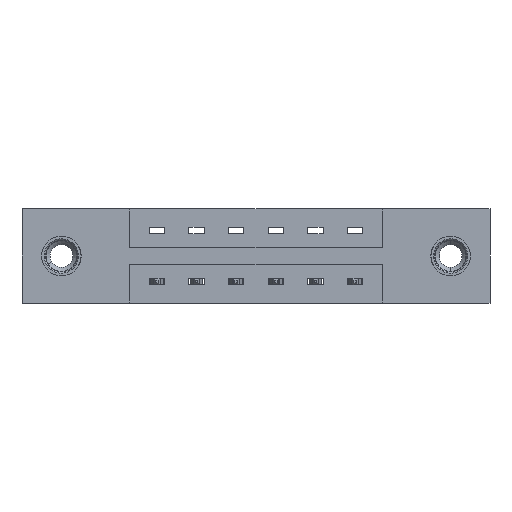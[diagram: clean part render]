
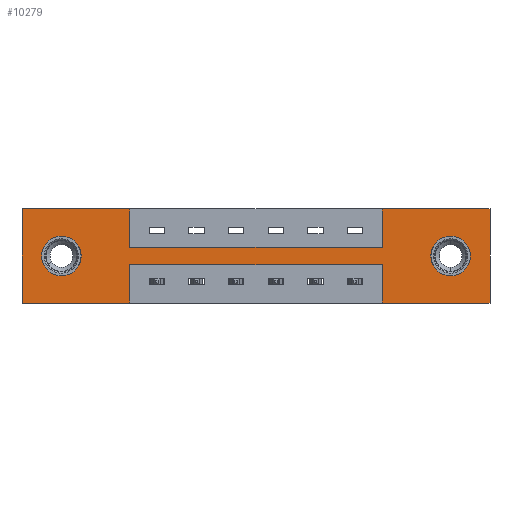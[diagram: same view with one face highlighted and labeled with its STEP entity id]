
A CAD part, front view. The second image highlights one B-rep face of the part: STEP entity #10279.
In plain terms, the highlighted planar face has unit normal (0, -1, 0).
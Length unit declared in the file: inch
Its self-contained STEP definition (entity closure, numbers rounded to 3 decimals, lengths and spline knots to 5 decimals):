
#265 = PLANE ( 'NONE',  #3542 ) ;
#419 = LINE ( 'NONE', #6318, #6655 ) ;
#442 = ORIENTED_EDGE ( 'NONE', *, *, #4002, .F. ) ;
#531 = CARTESIAN_POINT ( 'NONE',  ( 1.417, 0., 0. ) ) ;
#700 = DIRECTION ( 'NONE',  ( 0., 1., 0. ) ) ;
#806 = FACE_BOUND ( 'NONE', #1561, .T. ) ;
#1024 = EDGE_CURVE ( 'NONE', #3074, #9626, #10054, .T. ) ;
#1032 = EDGE_CURVE ( 'NONE', #5590, #2890, #7782, .T. ) ;
#1053 = DIRECTION ( 'NONE',  ( -1., 0., 0. ) ) ;
#1061 = CARTESIAN_POINT ( 'NONE',  ( 0., 0., -0.37 ) ) ;
#1108 = CARTESIAN_POINT ( 'NONE',  ( 0.425, 0., -0.37 ) ) ;
#1119 = EDGE_CURVE ( 'NONE', #2279, #7440, #7033, .T. ) ;
#1268 = VECTOR ( 'NONE', #8705, 39.37008 ) ;
#1295 = VERTEX_POINT ( 'NONE', #9853 ) ;
#1348 = DIRECTION ( 'NONE',  ( 0., 0., 1. ) ) ;
#1352 = ORIENTED_EDGE ( 'NONE', *, *, #5547, .F. ) ;
#1534 = LINE ( 'NONE', #3133, #1268 ) ;
#1561 = EDGE_LOOP ( 'NONE', ( #7413, #3211 ) ) ;
#1620 = LINE ( 'NONE', #10156, #4079 ) ;
#1657 = CARTESIAN_POINT ( 'NONE',  ( 0.425, 0., -0.22 ) ) ;
#1687 = CARTESIAN_POINT ( 'NONE',  ( 0.155, 0., -0.185 ) ) ;
#1725 = VERTEX_POINT ( 'NONE', #3377 ) ;
#1802 = ORIENTED_EDGE ( 'NONE', *, *, #2528, .F. ) ;
#1914 = CARTESIAN_POINT ( 'NONE',  ( 1.842, 0., 0. ) ) ;
#1955 = VERTEX_POINT ( 'NONE', #4290 ) ;
#1959 = LINE ( 'NONE', #1914, #4168 ) ;
#2131 = DIRECTION ( 'NONE',  ( 0., 0., 1. ) ) ;
#2192 = EDGE_CURVE ( 'NONE', #2353, #3074, #4051, .T. ) ;
#2279 = VERTEX_POINT ( 'NONE', #2654 ) ;
#2353 = VERTEX_POINT ( 'NONE', #9069 ) ;
#2528 = EDGE_CURVE ( 'NONE', #9626, #1725, #3166, .T. ) ;
#2619 = CARTESIAN_POINT ( 'NONE',  ( 1.417, 0., -0.15 ) ) ;
#2624 = ORIENTED_EDGE ( 'NONE', *, *, #5598, .F. ) ;
#2654 = CARTESIAN_POINT ( 'NONE',  ( 0.155, 0., -0.263 ) ) ;
#2718 = CIRCLE ( 'NONE', #9244, 0.078 ) ;
#2761 = ORIENTED_EDGE ( 'NONE', *, *, #1119, .T. ) ;
#2809 = CARTESIAN_POINT ( 'NONE',  ( 0., 0., 0. ) ) ;
#2890 = VERTEX_POINT ( 'NONE', #2809 ) ;
#2917 = EDGE_CURVE ( 'NONE', #8291, #8940, #1959, .T. ) ;
#2989 = CIRCLE ( 'NONE', #8632, 0.078 ) ;
#3037 = CARTESIAN_POINT ( 'NONE',  ( 1.842, 0., 0. ) ) ;
#3061 = DIRECTION ( 'NONE',  ( -1., 0., 0. ) ) ;
#3074 = VERTEX_POINT ( 'NONE', #6262 ) ;
#3110 = VERTEX_POINT ( 'NONE', #9459 ) ;
#3133 = CARTESIAN_POINT ( 'NONE',  ( 1.417, 0., -0.37 ) ) ;
#3152 = DIRECTION ( 'NONE',  ( 0., 1., 0. ) ) ;
#3166 = LINE ( 'NONE', #531, #7426 ) ;
#3211 = ORIENTED_EDGE ( 'NONE', *, *, #3763, .T. ) ;
#3223 = CARTESIAN_POINT ( 'NONE',  ( 1.687, 0., -0.185 ) ) ;
#3377 = CARTESIAN_POINT ( 'NONE',  ( 1.417, 0., 0. ) ) ;
#3441 = DIRECTION ( 'NONE',  ( 0., 0., -1. ) ) ;
#3542 = AXIS2_PLACEMENT_3D ( 'NONE', #1061, #8338, #3569 ) ;
#3569 = DIRECTION ( 'NONE',  ( 0., 0., -1. ) ) ;
#3721 = EDGE_CURVE ( 'NONE', #7440, #2279, #7521, .T. ) ;
#3722 = DIRECTION ( 'NONE',  ( 0., 0., -1. ) ) ;
#3751 = LINE ( 'NONE', #6309, #5872 ) ;
#3763 = EDGE_CURVE ( 'NONE', #7022, #1955, #2989, .T. ) ;
#4002 = EDGE_CURVE ( 'NONE', #2890, #2353, #419, .T. ) ;
#4030 = DIRECTION ( 'NONE',  ( 0., 0., -1. ) ) ;
#4043 = ORIENTED_EDGE ( 'NONE', *, *, #2917, .F. ) ;
#4051 = LINE ( 'NONE', #5702, #6450 ) ;
#4065 = LINE ( 'NONE', #1108, #5943 ) ;
#4079 = VECTOR ( 'NONE', #5494, 39.37008 ) ;
#4168 = VECTOR ( 'NONE', #3722, 39.37008 ) ;
#4262 = EDGE_LOOP ( 'NONE', ( #5321, #2761 ) ) ;
#4290 = CARTESIAN_POINT ( 'NONE',  ( 1.687, 0., -0.107 ) ) ;
#4573 = EDGE_CURVE ( 'NONE', #8940, #3110, #3751, .T. ) ;
#4596 = EDGE_CURVE ( 'NONE', #3110, #1295, #1534, .T. ) ;
#4597 = VECTOR ( 'NONE', #1053, 39.37008 ) ;
#4661 = CARTESIAN_POINT ( 'NONE',  ( 1.687, 0., -0.263 ) ) ;
#4906 = ORIENTED_EDGE ( 'NONE', *, *, #7684, .F. ) ;
#5105 = CARTESIAN_POINT ( 'NONE',  ( 0., 0., 0. ) ) ;
#5137 = FACE_OUTER_BOUND ( 'NONE', #5926, .T. ) ;
#5321 = ORIENTED_EDGE ( 'NONE', *, *, #3721, .T. ) ;
#5494 = DIRECTION ( 'NONE',  ( -1., 0., 0. ) ) ;
#5547 = EDGE_CURVE ( 'NONE', #1725, #8291, #9293, .T. ) ;
#5586 = CARTESIAN_POINT ( 'NONE',  ( 0.155, 0., -0.185 ) ) ;
#5590 = VERTEX_POINT ( 'NONE', #7549 ) ;
#5598 = EDGE_CURVE ( 'NONE', #8117, #5590, #9053, .T. ) ;
#5657 = VECTOR ( 'NONE', #9050, 39.37008 ) ;
#5702 = CARTESIAN_POINT ( 'NONE',  ( 0.425, 0., 0. ) ) ;
#5872 = VECTOR ( 'NONE', #3061, 39.37008 ) ;
#5901 = VECTOR ( 'NONE', #6943, 39.37008 ) ;
#5926 = EDGE_LOOP ( 'NONE', ( #7365, #4906, #6509, #9546, #4043, #1352, #1802, #7948, #6819, #442, #8812, #2624 ) ) ;
#5943 = VECTOR ( 'NONE', #9858, 39.37008 ) ;
#6262 = CARTESIAN_POINT ( 'NONE',  ( 0.425, 0., -0.15 ) ) ;
#6309 = CARTESIAN_POINT ( 'NONE',  ( 0., 0., -0.37 ) ) ;
#6318 = CARTESIAN_POINT ( 'NONE',  ( 0., 0., 0. ) ) ;
#6389 = DIRECTION ( 'NONE',  ( 0., 0., 1. ) ) ;
#6445 = AXIS2_PLACEMENT_3D ( 'NONE', #1687, #6592, #1348 ) ;
#6450 = VECTOR ( 'NONE', #3441, 39.37008 ) ;
#6509 = ORIENTED_EDGE ( 'NONE', *, *, #4596, .F. ) ;
#6592 = DIRECTION ( 'NONE',  ( 0., 1., 0. ) ) ;
#6655 = VECTOR ( 'NONE', #8645, 39.37008 ) ;
#6800 = CARTESIAN_POINT ( 'NONE',  ( 0.155, 0., -0.107 ) ) ;
#6819 = ORIENTED_EDGE ( 'NONE', *, *, #2192, .F. ) ;
#6943 = DIRECTION ( 'NONE',  ( 1., 0., 0. ) ) ;
#7017 = FACE_BOUND ( 'NONE', #4262, .T. ) ;
#7022 = VERTEX_POINT ( 'NONE', #4661 ) ;
#7033 = CIRCLE ( 'NONE', #6445, 0.078 ) ;
#7365 = ORIENTED_EDGE ( 'NONE', *, *, #8082, .F. ) ;
#7413 = ORIENTED_EDGE ( 'NONE', *, *, #9983, .T. ) ;
#7426 = VECTOR ( 'NONE', #2131, 39.37008 ) ;
#7440 = VERTEX_POINT ( 'NONE', #6800 ) ;
#7521 = CIRCLE ( 'NONE', #7594, 0.078 ) ;
#7549 = CARTESIAN_POINT ( 'NONE',  ( 0., 0., -0.37 ) ) ;
#7594 = AXIS2_PLACEMENT_3D ( 'NONE', #5586, #700, #6389 ) ;
#7645 = CARTESIAN_POINT ( 'NONE',  ( 0.425, 0., -0.37 ) ) ;
#7684 = EDGE_CURVE ( 'NONE', #1295, #9498, #1620, .T. ) ;
#7782 = LINE ( 'NONE', #9163, #5657 ) ;
#7948 = ORIENTED_EDGE ( 'NONE', *, *, #1024, .F. ) ;
#7951 = CARTESIAN_POINT ( 'NONE',  ( 1.687, 0., -0.185 ) ) ;
#7979 = VECTOR ( 'NONE', #9800, 39.37008 ) ;
#8082 = EDGE_CURVE ( 'NONE', #9498, #8117, #4065, .T. ) ;
#8117 = VERTEX_POINT ( 'NONE', #7645 ) ;
#8142 = CARTESIAN_POINT ( 'NONE',  ( 1.842, 0., -0.37 ) ) ;
#8291 = VERTEX_POINT ( 'NONE', #3037 ) ;
#8338 = DIRECTION ( 'NONE',  ( 0., -1., 0. ) ) ;
#8632 = AXIS2_PLACEMENT_3D ( 'NONE', #3223, #8793, #4030 ) ;
#8645 = DIRECTION ( 'NONE',  ( 1., 0., 0. ) ) ;
#8705 = DIRECTION ( 'NONE',  ( 0., 0., 1. ) ) ;
#8716 = DIRECTION ( 'NONE',  ( 0., 0., -1. ) ) ;
#8793 = DIRECTION ( 'NONE',  ( 0., 1., 0. ) ) ;
#8812 = ORIENTED_EDGE ( 'NONE', *, *, #1032, .F. ) ;
#8829 = CARTESIAN_POINT ( 'NONE',  ( 0.425, 0., -0.15 ) ) ;
#8940 = VERTEX_POINT ( 'NONE', #8142 ) ;
#9050 = DIRECTION ( 'NONE',  ( 0., 0., 1. ) ) ;
#9053 = LINE ( 'NONE', #9866, #4597 ) ;
#9069 = CARTESIAN_POINT ( 'NONE',  ( 0.425, 0., 0. ) ) ;
#9163 = CARTESIAN_POINT ( 'NONE',  ( 0., 0., 0. ) ) ;
#9244 = AXIS2_PLACEMENT_3D ( 'NONE', #7951, #3152, #8716 ) ;
#9293 = LINE ( 'NONE', #5105, #7979 ) ;
#9459 = CARTESIAN_POINT ( 'NONE',  ( 1.417, 0., -0.37 ) ) ;
#9498 = VERTEX_POINT ( 'NONE', #1657 ) ;
#9546 = ORIENTED_EDGE ( 'NONE', *, *, #4573, .F. ) ;
#9626 = VERTEX_POINT ( 'NONE', #2619 ) ;
#9800 = DIRECTION ( 'NONE',  ( 1., 0., 0. ) ) ;
#9853 = CARTESIAN_POINT ( 'NONE',  ( 1.417, 0., -0.22 ) ) ;
#9858 = DIRECTION ( 'NONE',  ( 0., 0., -1. ) ) ;
#9866 = CARTESIAN_POINT ( 'NONE',  ( 0., 0., -0.37 ) ) ;
#9983 = EDGE_CURVE ( 'NONE', #1955, #7022, #2718, .T. ) ;
#10054 = LINE ( 'NONE', #8829, #5901 ) ;
#10156 = CARTESIAN_POINT ( 'NONE',  ( 0.425, 0., -0.22 ) ) ;
#10279 = ADVANCED_FACE ( 'NONE', ( #806, #7017, #5137 ), #265, .T. ) ;
